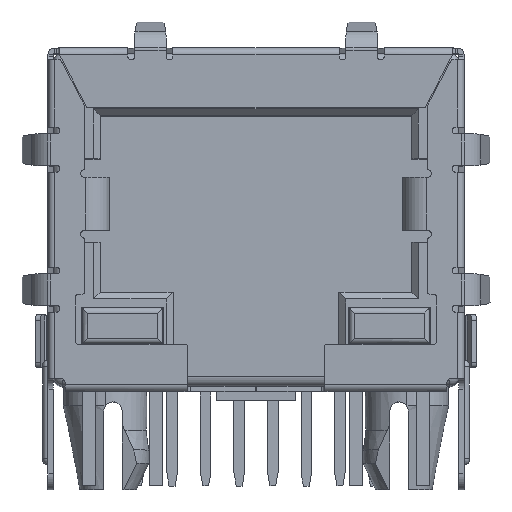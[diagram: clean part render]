
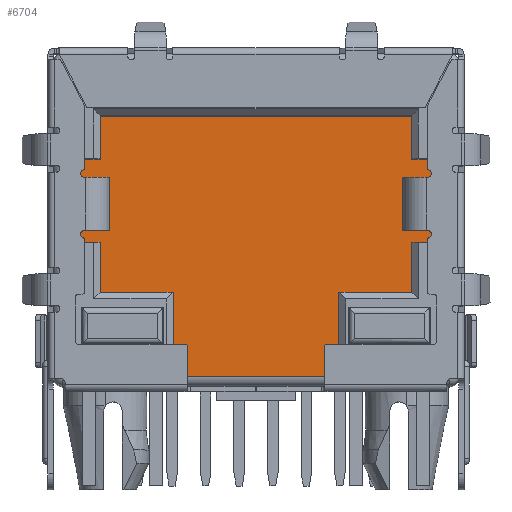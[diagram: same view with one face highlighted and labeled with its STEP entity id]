
A CAD part, top view. The second image highlights one B-rep face of the part: STEP entity #6704.
In plain terms, the highlighted planar face has unit normal (0, 0, 1).
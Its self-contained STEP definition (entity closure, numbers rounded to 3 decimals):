
#142 = CARTESIAN_POINT ( 'NONE',  ( 5.9, -0.678, -15.2 ) ) ;
#292 = DIRECTION ( 'NONE',  ( 0., -1., 0. ) ) ;
#368 = LINE ( 'NONE', #19761, #20628 ) ;
#776 = LINE ( 'NONE', #8932, #9401 ) ;
#859 = CARTESIAN_POINT ( 'NONE',  ( -5.9, 2.488, -15.2 ) ) ;
#873 = CARTESIAN_POINT ( 'NONE',  ( -6.868, 2.488, -15.2 ) ) ;
#1166 = LINE ( 'NONE', #8714, #17855 ) ;
#1250 = EDGE_CURVE ( 'NONE', #18713, #10874, #7727, .T. ) ;
#1281 = ORIENTED_EDGE ( 'NONE', *, *, #13678, .T. ) ;
#1365 = EDGE_CURVE ( 'NONE', #1777, #17113, #368, .T. ) ;
#1499 = ORIENTED_EDGE ( 'NONE', *, *, #18153, .T. ) ;
#1593 = VECTOR ( 'NONE', #7709, 1000. ) ;
#1777 = VERTEX_POINT ( 'NONE', #14239 ) ;
#1806 = EDGE_CURVE ( 'NONE', #16976, #18713, #11745, .T. ) ;
#2270 = VECTOR ( 'NONE', #12317, 1000. ) ;
#2334 = CARTESIAN_POINT ( 'NONE',  ( 3.139, -2.575, -15.2 ) ) ;
#3332 = DIRECTION ( 'NONE',  ( 1., 0., 0. ) ) ;
#3546 = DIRECTION ( 'NONE',  ( 0., -1., 0. ) ) ;
#3619 = VERTEX_POINT ( 'NONE', #6367 ) ;
#3710 = DIRECTION ( 'NONE',  ( 1., 0., 0. ) ) ;
#3972 = LINE ( 'NONE', #13615, #9797 ) ;
#4017 = VERTEX_POINT ( 'NONE', #17171 ) ;
#4175 = ORIENTED_EDGE ( 'NONE', *, *, #17257, .T. ) ;
#4203 = DIRECTION ( 'NONE',  ( -1., 0., 0. ) ) ;
#4418 = ORIENTED_EDGE ( 'NONE', *, *, #19794, .T. ) ;
#4555 = CARTESIAN_POINT ( 'NONE',  ( 6.868, -0.678, -15.2 ) ) ;
#4632 = ORIENTED_EDGE ( 'NONE', *, *, #9127, .T. ) ;
#5055 = VECTOR ( 'NONE', #10466, 1000. ) ;
#5140 = CARTESIAN_POINT ( 'NONE',  ( -6.868, 2.488, -15.2 ) ) ;
#6366 = DIRECTION ( 'NONE',  ( 1., 0., 0. ) ) ;
#6367 = CARTESIAN_POINT ( 'NONE',  ( 5.9, 4.125, -15.2 ) ) ;
#6704 = ADVANCED_FACE ( 'NONE', ( #17199 ), #9298, .F. ) ;
#6705 = EDGE_CURVE ( 'NONE', #9136, #12433, #7094, .T. ) ;
#6875 = CARTESIAN_POINT ( 'NONE',  ( 6.868, -0.678, -15.2 ) ) ;
#7094 = LINE ( 'NONE', #17206, #2270 ) ;
#7275 = LINE ( 'NONE', #18815, #17872 ) ;
#7301 = ORIENTED_EDGE ( 'NONE', *, *, #18657, .T. ) ;
#7696 = LINE ( 'NONE', #11025, #12480 ) ;
#7709 = DIRECTION ( 'NONE',  ( 0., -1., 0. ) ) ;
#7727 = LINE ( 'NONE', #12022, #15025 ) ;
#7849 = CARTESIAN_POINT ( 'NONE',  ( -3.139, -2.575, -15.2 ) ) ;
#8342 = VERTEX_POINT ( 'NONE', #11417 ) ;
#8364 = LINE ( 'NONE', #16549, #10899 ) ;
#8714 = CARTESIAN_POINT ( 'NONE',  ( 5.9, -0.678, -15.2 ) ) ;
#8932 = CARTESIAN_POINT ( 'NONE',  ( -5.9, -0.678, -15.2 ) ) ;
#8995 = CARTESIAN_POINT ( 'NONE',  ( -5.9, 4.125, -15.2 ) ) ;
#9127 = EDGE_CURVE ( 'NONE', #8342, #3619, #3972, .T. ) ;
#9136 = VERTEX_POINT ( 'NONE', #859 ) ;
#9172 = EDGE_CURVE ( 'NONE', #3619, #16584, #7275, .T. ) ;
#9298 = PLANE ( 'NONE',  #15555 ) ;
#9322 = ORIENTED_EDGE ( 'NONE', *, *, #1250, .T. ) ;
#9401 = VECTOR ( 'NONE', #3546, 1000. ) ;
#9528 = EDGE_CURVE ( 'NONE', #12066, #16976, #1166, .T. ) ;
#9699 = LINE ( 'NONE', #7849, #1593 ) ;
#9708 = VECTOR ( 'NONE', #3332, 1000. ) ;
#9769 = CARTESIAN_POINT ( 'NONE',  ( -5.9, -2.575, -15.2 ) ) ;
#9797 = VECTOR ( 'NONE', #20253, 1000. ) ;
#9860 = ORIENTED_EDGE ( 'NONE', *, *, #1806, .T. ) ;
#10327 = DIRECTION ( 'NONE',  ( 0., 1., 0. ) ) ;
#10445 = CARTESIAN_POINT ( 'NONE',  ( -5.9, -2.575, -15.2 ) ) ;
#10466 = DIRECTION ( 'NONE',  ( 0., 1., 0. ) ) ;
#10703 = DIRECTION ( 'NONE',  ( 0., 0., -1. ) ) ;
#10874 = VERTEX_POINT ( 'NONE', #17956 ) ;
#10899 = VECTOR ( 'NONE', #292, 1000. ) ;
#11025 = CARTESIAN_POINT ( 'NONE',  ( 5.9, 2.488, -15.2 ) ) ;
#11108 = EDGE_CURVE ( 'NONE', #12433, #1777, #20476, .T. ) ;
#11125 = LINE ( 'NONE', #2334, #5055 ) ;
#11297 = ORIENTED_EDGE ( 'NONE', *, *, #18630, .T. ) ;
#11417 = CARTESIAN_POINT ( 'NONE',  ( 5.9, 2.488, -15.2 ) ) ;
#11657 = ORIENTED_EDGE ( 'NONE', *, *, #20226, .T. ) ;
#11745 = LINE ( 'NONE', #4555, #9708 ) ;
#12022 = CARTESIAN_POINT ( 'NONE',  ( 6.868, 2.488, -15.2 ) ) ;
#12066 = VERTEX_POINT ( 'NONE', #15112 ) ;
#12205 = ORIENTED_EDGE ( 'NONE', *, *, #1365, .T. ) ;
#12317 = DIRECTION ( 'NONE',  ( -1., 0., 0. ) ) ;
#12354 = CARTESIAN_POINT ( 'NONE',  ( -5.9, -0.678, -15.2 ) ) ;
#12386 = CARTESIAN_POINT ( 'NONE',  ( 3.139, -5.775, -15.2 ) ) ;
#12433 = VERTEX_POINT ( 'NONE', #5140 ) ;
#12463 = DIRECTION ( 'NONE',  ( -1., 0., 0. ) ) ;
#12480 = VECTOR ( 'NONE', #14143, 1000. ) ;
#12603 = CARTESIAN_POINT ( 'NONE',  ( 0., 0., -15.2 ) ) ;
#12880 = VECTOR ( 'NONE', #17141, 1000. ) ;
#13480 = VERTEX_POINT ( 'NONE', #10445 ) ;
#13615 = CARTESIAN_POINT ( 'NONE',  ( 5.9, 4.125, -15.2 ) ) ;
#13660 = DIRECTION ( 'NONE',  ( 0., 1., 0. ) ) ;
#13678 = EDGE_CURVE ( 'NONE', #4017, #12066, #18063, .T. ) ;
#13691 = LINE ( 'NONE', #9769, #16718 ) ;
#14075 = EDGE_CURVE ( 'NONE', #10874, #8342, #7696, .T. ) ;
#14143 = DIRECTION ( 'NONE',  ( -1., 0., 0. ) ) ;
#14239 = CARTESIAN_POINT ( 'NONE',  ( -6.868, -0.678, -15.2 ) ) ;
#14679 = CARTESIAN_POINT ( 'NONE',  ( -3.139, -2.575, -15.2 ) ) ;
#14783 = VERTEX_POINT ( 'NONE', #14679 ) ;
#14856 = ORIENTED_EDGE ( 'NONE', *, *, #6705, .T. ) ;
#14954 = DIRECTION ( 'NONE',  ( 1., 0., 0. ) ) ;
#15025 = VECTOR ( 'NONE', #13660, 1000. ) ;
#15058 = ORIENTED_EDGE ( 'NONE', *, *, #14075, .T. ) ;
#15112 = CARTESIAN_POINT ( 'NONE',  ( 5.9, -2.575, -15.2 ) ) ;
#15427 = EDGE_LOOP ( 'NONE', ( #7301, #14856, #20112, #12205, #1499, #11297, #4175, #11657, #4418, #1281, #17130, #9860, #9322, #15058, #4632, #16674 ) ) ;
#15555 = AXIS2_PLACEMENT_3D ( 'NONE', #12603, #10703, #12463 ) ;
#15876 = CARTESIAN_POINT ( 'NONE',  ( 5.9, -2.575, -15.2 ) ) ;
#16154 = VECTOR ( 'NONE', #14954, 1000. ) ;
#16549 = CARTESIAN_POINT ( 'NONE',  ( -5.9, 4.125, -15.2 ) ) ;
#16584 = VERTEX_POINT ( 'NONE', #8995 ) ;
#16674 = ORIENTED_EDGE ( 'NONE', *, *, #9172, .T. ) ;
#16718 = VECTOR ( 'NONE', #6366, 1000. ) ;
#16976 = VERTEX_POINT ( 'NONE', #142 ) ;
#17113 = VERTEX_POINT ( 'NONE', #12354 ) ;
#17130 = ORIENTED_EDGE ( 'NONE', *, *, #9528, .T. ) ;
#17141 = DIRECTION ( 'NONE',  ( 0., -1., 0. ) ) ;
#17171 = CARTESIAN_POINT ( 'NONE',  ( 3.139, -2.575, -15.2 ) ) ;
#17199 = FACE_OUTER_BOUND ( 'NONE', #15427, .T. ) ;
#17206 = CARTESIAN_POINT ( 'NONE',  ( -5.9, 2.488, -15.2 ) ) ;
#17257 = EDGE_CURVE ( 'NONE', #14783, #19649, #9699, .T. ) ;
#17404 = LINE ( 'NONE', #19891, #16154 ) ;
#17855 = VECTOR ( 'NONE', #10327, 1000. ) ;
#17872 = VECTOR ( 'NONE', #4203, 1000. ) ;
#17956 = CARTESIAN_POINT ( 'NONE',  ( 6.868, 2.488, -15.2 ) ) ;
#18063 = LINE ( 'NONE', #15876, #18553 ) ;
#18153 = EDGE_CURVE ( 'NONE', #17113, #13480, #776, .T. ) ;
#18553 = VECTOR ( 'NONE', #19113, 1000. ) ;
#18630 = EDGE_CURVE ( 'NONE', #13480, #14783, #13691, .T. ) ;
#18657 = EDGE_CURVE ( 'NONE', #16584, #9136, #8364, .T. ) ;
#18713 = VERTEX_POINT ( 'NONE', #6875 ) ;
#18815 = CARTESIAN_POINT ( 'NONE',  ( 5.9, 4.125, -15.2 ) ) ;
#19113 = DIRECTION ( 'NONE',  ( 1., 0., 0. ) ) ;
#19309 = VERTEX_POINT ( 'NONE', #12386 ) ;
#19649 = VERTEX_POINT ( 'NONE', #19918 ) ;
#19761 = CARTESIAN_POINT ( 'NONE',  ( -6.868, -0.678, -15.2 ) ) ;
#19794 = EDGE_CURVE ( 'NONE', #19309, #4017, #11125, .T. ) ;
#19891 = CARTESIAN_POINT ( 'NONE',  ( -3.139, -5.775, -15.2 ) ) ;
#19918 = CARTESIAN_POINT ( 'NONE',  ( -3.139, -5.775, -15.2 ) ) ;
#20112 = ORIENTED_EDGE ( 'NONE', *, *, #11108, .T. ) ;
#20226 = EDGE_CURVE ( 'NONE', #19649, #19309, #17404, .T. ) ;
#20253 = DIRECTION ( 'NONE',  ( 0., 1., 0. ) ) ;
#20476 = LINE ( 'NONE', #873, #12880 ) ;
#20628 = VECTOR ( 'NONE', #3710, 1000. ) ;
